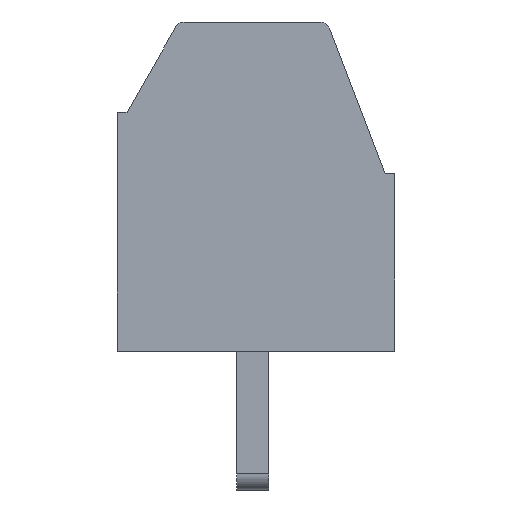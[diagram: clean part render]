
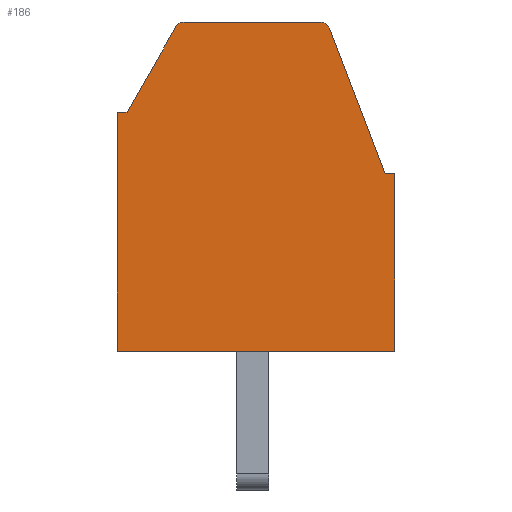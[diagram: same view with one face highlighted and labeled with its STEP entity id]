
A CAD part, front view. The second image highlights one B-rep face of the part: STEP entity #186.
In plain terms, the highlighted planar face has unit normal (0, -1, 0).
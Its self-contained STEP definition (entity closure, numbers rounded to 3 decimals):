
#186 = ADVANCED_FACE( '', ( #496 ), #497, .F. );
#496 = FACE_OUTER_BOUND( '', #943, .T. );
#497 = PLANE( '', #944 );
#943 = EDGE_LOOP( '', ( #1436, #1437, #1438, #1439, #1440, #1441, #1442, #1443, #1444, #1445 ) );
#944 = AXIS2_PLACEMENT_3D( '', #1446, #1447, #1448 );
#1436 = ORIENTED_EDGE( '', *, *, #2682, .T. );
#1437 = ORIENTED_EDGE( '', *, *, #2683, .F. );
#1438 = ORIENTED_EDGE( '', *, *, #2647, .T. );
#1439 = ORIENTED_EDGE( '', *, *, #2684, .F. );
#1440 = ORIENTED_EDGE( '', *, *, #2685, .F. );
#1441 = ORIENTED_EDGE( '', *, *, #2686, .F. );
#1442 = ORIENTED_EDGE( '', *, *, #2687, .F. );
#1443 = ORIENTED_EDGE( '', *, *, #2688, .F. );
#1444 = ORIENTED_EDGE( '', *, *, #2689, .F. );
#1445 = ORIENTED_EDGE( '', *, *, #2690, .F. );
#1446 = CARTESIAN_POINT( '', ( 0., 50.58, -0.3 ) );
#1447 = DIRECTION( '', ( 0., 1., 0. ) );
#1448 = DIRECTION( '', ( -1., 0., 0. ) );
#2647 = EDGE_CURVE( '', #3162, #3159, #3163, .F. );
#2682 = EDGE_CURVE( '', #3223, #3224, #3225, .F. );
#2683 = EDGE_CURVE( '', #3162, #3224, #3226, .T. );
#2684 = EDGE_CURVE( '', #3227, #3159, #3228, .T. );
#2685 = EDGE_CURVE( '', #3229, #3227, #3230, .T. );
#2686 = EDGE_CURVE( '', #3231, #3229, #3232, .T. );
#2687 = EDGE_CURVE( '', #3233, #3231, #3234, .T. );
#2688 = EDGE_CURVE( '', #3235, #3233, #3236, .T. );
#2689 = EDGE_CURVE( '', #3237, #3235, #3238, .T. );
#2690 = EDGE_CURVE( '', #3223, #3237, #3239, .T. );
#3159 = VERTEX_POINT( '', #3913 );
#3162 = VERTEX_POINT( '', #3917 );
#3163 = CIRCLE( '', #3918, 0.3 );
#3223 = VERTEX_POINT( '', #4001 );
#3224 = VERTEX_POINT( '', #4002 );
#3225 = CIRCLE( '', #4003, 0.3 );
#3226 = LINE( '', #4004, #4005 );
#3227 = VERTEX_POINT( '', #4006 );
#3228 = LINE( '', #4007, #4008 );
#3229 = VERTEX_POINT( '', #4009 );
#3230 = LINE( '', #4010, #4011 );
#3231 = VERTEX_POINT( '', #4012 );
#3232 = LINE( '', #4013, #4014 );
#3233 = VERTEX_POINT( '', #4015 );
#3234 = LINE( '', #4016, #4017 );
#3235 = VERTEX_POINT( '', #4018 );
#3236 = LINE( '', #4019, #4020 );
#3237 = VERTEX_POINT( '', #4021 );
#3238 = LINE( '', #4022, #4023 );
#3239 = LINE( '', #4024, #4025 );
#3913 = CARTESIAN_POINT( '', ( -0.26, 50.58, -0.151 ) );
#3917 = CARTESIAN_POINT( '', ( 0., 50.58, 0. ) );
#3918 = AXIS2_PLACEMENT_3D( '', #4940, #4941, #4942 );
#4001 = CARTESIAN_POINT( '', ( 4.5, 50.58, -0.193 ) );
#4002 = CARTESIAN_POINT( '', ( 4.219, 50.58, 0. ) );
#4003 = AXIS2_PLACEMENT_3D( '', #4978, #4979, #4980 );
#4004 = CARTESIAN_POINT( '', ( 4.219, 50.58, 0. ) );
#4005 = VECTOR( '', #4981, 1000. );
#4006 = CARTESIAN_POINT( '', ( -1.774, 50.58, -2.8 ) );
#4007 = CARTESIAN_POINT( '', ( -0.26, 50.58, -0.151 ) );
#4008 = VECTOR( '', #4982, 1000. );
#4009 = CARTESIAN_POINT( '', ( -2.078, 50.58, -2.8 ) );
#4010 = CARTESIAN_POINT( '', ( -1.774, 50.58, -2.8 ) );
#4011 = VECTOR( '', #4983, 1000. );
#4012 = CARTESIAN_POINT( '', ( -2.078, 50.58, -10.2 ) );
#4013 = CARTESIAN_POINT( '', ( -2.078, 50.58, -9.5 ) );
#4014 = VECTOR( '', #4984, 1000. );
#4015 = CARTESIAN_POINT( '', ( 6.522, 50.58, -10.2 ) );
#4016 = CARTESIAN_POINT( '', ( -2.078, 50.58, -10.2 ) );
#4017 = VECTOR( '', #4985, 1000. );
#4018 = CARTESIAN_POINT( '', ( 6.522, 50.58, -4.7 ) );
#4019 = CARTESIAN_POINT( '', ( 6.522, 50.58, -10.2 ) );
#4020 = VECTOR( '', #4986, 1000. );
#4021 = CARTESIAN_POINT( '', ( 6.222, 50.58, -4.7 ) );
#4022 = CARTESIAN_POINT( '', ( 6.522, 50.58, -4.7 ) );
#4023 = VECTOR( '', #4987, 1000. );
#4024 = CARTESIAN_POINT( '', ( 6.222, 50.58, -4.7 ) );
#4025 = VECTOR( '', #4988, 1000. );
#4940 = CARTESIAN_POINT( '', ( 0., 50.58, -0.3 ) );
#4941 = DIRECTION( '', ( 0., 1., 0. ) );
#4942 = DIRECTION( '', ( -1., 0., 0. ) );
#4978 = CARTESIAN_POINT( '', ( 4.219, 50.58, -0.3 ) );
#4979 = DIRECTION( '', ( 0., 1., 0. ) );
#4980 = DIRECTION( '', ( -1., 0., 0. ) );
#4981 = DIRECTION( '', ( 1., 0., 0. ) );
#4982 = DIRECTION( '', ( 0.496, 0., 0.868 ) );
#4983 = DIRECTION( '', ( 1., 0., 0. ) );
#4984 = DIRECTION( '', ( 0., 0., 1. ) );
#4985 = DIRECTION( '', ( -1., 0., 0. ) );
#4986 = DIRECTION( '', ( 0., 0., -1. ) );
#4987 = DIRECTION( '', ( 1., 0., 0. ) );
#4988 = DIRECTION( '', ( 0.357, 0., -0.934 ) );
